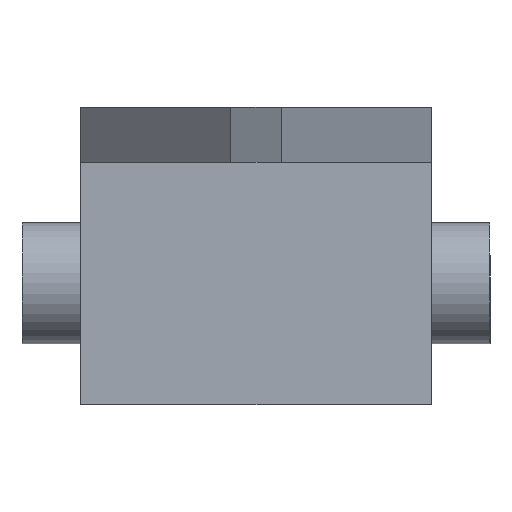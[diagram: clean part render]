
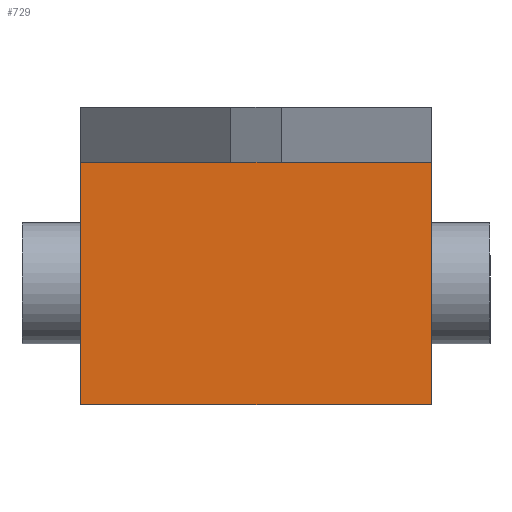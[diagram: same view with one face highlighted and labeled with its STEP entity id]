
A CAD part, left-side view. The second image highlights one B-rep face of the part: STEP entity #729.
In plain terms, the highlighted planar face has unit normal (-1, 0, 0).
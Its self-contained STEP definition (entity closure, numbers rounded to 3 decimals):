
#83 = VECTOR ( 'NONE', #1033, 1000. ) ;
#101 = PLANE ( 'NONE',  #1951 ) ;
#262 = CARTESIAN_POINT ( 'NONE',  ( 0., 21., 0. ) ) ;
#364 = CARTESIAN_POINT ( 'NONE',  ( 0., 21., 29. ) ) ;
#378 = DIRECTION ( 'NONE',  ( 0., 0., -1. ) ) ;
#544 = VECTOR ( 'NONE', #1886, 1000. ) ;
#567 = FACE_OUTER_BOUND ( 'NONE', #1196, .T. ) ;
#592 = DIRECTION ( 'NONE',  ( -1., 0., 0. ) ) ;
#670 = VERTEX_POINT ( 'NONE', #262 ) ;
#720 = VERTEX_POINT ( 'NONE', #1597 ) ;
#729 = ADVANCED_FACE ( 'NONE', ( #567 ), #101, .T. ) ;
#762 = VECTOR ( 'NONE', #1083, 1000. ) ;
#816 = CARTESIAN_POINT ( 'NONE',  ( 0., -21., 0. ) ) ;
#829 = LINE ( 'NONE', #1502, #544 ) ;
#857 = LINE ( 'NONE', #364, #83 ) ;
#892 = VERTEX_POINT ( 'NONE', #816 ) ;
#1033 = DIRECTION ( 'NONE',  ( 0., 0., -1. ) ) ;
#1083 = DIRECTION ( 'NONE',  ( 0., -1., 0. ) ) ;
#1092 = EDGE_CURVE ( 'NONE', #670, #892, #1600, .T. ) ;
#1196 = EDGE_LOOP ( 'NONE', ( #1852, #1643, #1588, #2002 ) ) ;
#1318 = CARTESIAN_POINT ( 'NONE',  ( 0., -21., 29. ) ) ;
#1385 = LINE ( 'NONE', #2092, #1881 ) ;
#1502 = CARTESIAN_POINT ( 'NONE',  ( 0., 21., 29. ) ) ;
#1510 = EDGE_CURVE ( 'NONE', #720, #1875, #829, .T. ) ;
#1588 = ORIENTED_EDGE ( 'NONE', *, *, #1092, .T. ) ;
#1597 = CARTESIAN_POINT ( 'NONE',  ( 0., 21., 29. ) ) ;
#1600 = LINE ( 'NONE', #1804, #762 ) ;
#1618 = DIRECTION ( 'NONE',  ( 0., 0., 1. ) ) ;
#1643 = ORIENTED_EDGE ( 'NONE', *, *, #2100, .T. ) ;
#1804 = CARTESIAN_POINT ( 'NONE',  ( 0., 21., 0. ) ) ;
#1852 = ORIENTED_EDGE ( 'NONE', *, *, #1510, .F. ) ;
#1875 = VERTEX_POINT ( 'NONE', #1318 ) ;
#1881 = VECTOR ( 'NONE', #378, 1000. ) ;
#1886 = DIRECTION ( 'NONE',  ( 0., -1., 0. ) ) ;
#1951 = AXIS2_PLACEMENT_3D ( 'NONE', #2111, #592, #1618 ) ;
#2002 = ORIENTED_EDGE ( 'NONE', *, *, #2164, .F. ) ;
#2092 = CARTESIAN_POINT ( 'NONE',  ( 0., -21., 29. ) ) ;
#2100 = EDGE_CURVE ( 'NONE', #720, #670, #857, .T. ) ;
#2111 = CARTESIAN_POINT ( 'NONE',  ( 0., 21., 29. ) ) ;
#2164 = EDGE_CURVE ( 'NONE', #1875, #892, #1385, .T. ) ;
